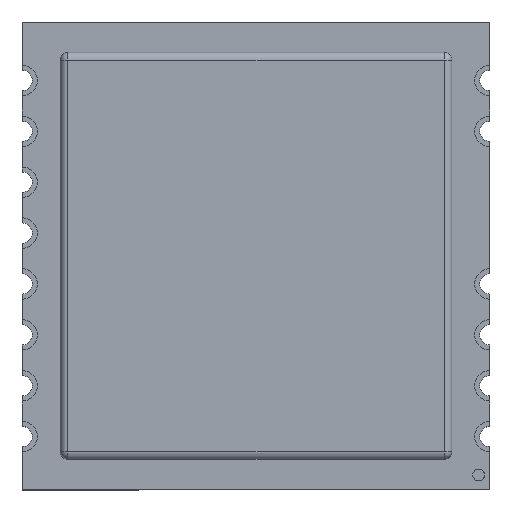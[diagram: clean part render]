
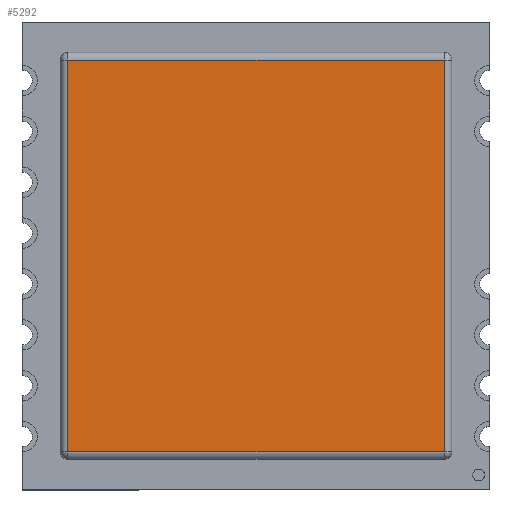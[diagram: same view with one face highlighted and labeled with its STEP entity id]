
A CAD part, top view. The second image highlights one B-rep face of the part: STEP entity #5292.
In plain terms, the highlighted planar face has unit normal (0, 0, 1).
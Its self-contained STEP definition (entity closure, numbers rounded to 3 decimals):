
#216 = EDGE_CURVE ( 'NONE', #6937, #2869, #8304, .T. ) ;
#707 = ORIENTED_EDGE ( 'NONE', *, *, #1008, .T. ) ;
#709 = CARTESIAN_POINT ( 'NONE',  ( -7.4, -7.7, 3.1 ) ) ;
#840 = DIRECTION ( 'NONE',  ( -1., 0., 0. ) ) ;
#994 = ORIENTED_EDGE ( 'NONE', *, *, #216, .T. ) ;
#1008 = EDGE_CURVE ( 'NONE', #2869, #6796, #7818, .T. ) ;
#1242 = DIRECTION ( 'NONE',  ( 0., -1., 0. ) ) ;
#1384 = EDGE_LOOP ( 'NONE', ( #707, #5360, #5842, #994 ) ) ;
#1605 = VECTOR ( 'NONE', #4300, 1000. ) ;
#2869 = VERTEX_POINT ( 'NONE', #7739 ) ;
#3533 = EDGE_CURVE ( 'NONE', #6796, #3614, #4349, .T. ) ;
#3614 = VERTEX_POINT ( 'NONE', #8639 ) ;
#3744 = VECTOR ( 'NONE', #840, 1000. ) ;
#3808 = VECTOR ( 'NONE', #1242, 1000. ) ;
#4123 = AXIS2_PLACEMENT_3D ( 'NONE', #8669, #8561, #6196 ) ;
#4300 = DIRECTION ( 'NONE',  ( 1., 0., 0. ) ) ;
#4349 = LINE ( 'NONE', #8370, #1605 ) ;
#4784 = LINE ( 'NONE', #9607, #5199 ) ;
#5199 = VECTOR ( 'NONE', #5422, 1000. ) ;
#5292 = ADVANCED_FACE ( 'NONE', ( #6797 ), #10071, .T. ) ;
#5360 = ORIENTED_EDGE ( 'NONE', *, *, #3533, .T. ) ;
#5422 = DIRECTION ( 'NONE',  ( 0., 1., 0. ) ) ;
#5842 = ORIENTED_EDGE ( 'NONE', *, *, #5964, .T. ) ;
#5964 = EDGE_CURVE ( 'NONE', #3614, #6937, #4784, .T. ) ;
#6196 = DIRECTION ( 'NONE',  ( 1., 0., 0. ) ) ;
#6537 = CARTESIAN_POINT ( 'NONE',  ( -7.7, 7.7, 3.1 ) ) ;
#6796 = VERTEX_POINT ( 'NONE', #709 ) ;
#6797 = FACE_OUTER_BOUND ( 'NONE', #1384, .T. ) ;
#6937 = VERTEX_POINT ( 'NONE', #10051 ) ;
#7739 = CARTESIAN_POINT ( 'NONE',  ( -7.4, 7.7, 3.1 ) ) ;
#7818 = LINE ( 'NONE', #9210, #3808 ) ;
#8304 = LINE ( 'NONE', #6537, #3744 ) ;
#8370 = CARTESIAN_POINT ( 'NONE',  ( 7.7, -7.7, 3.1 ) ) ;
#8561 = DIRECTION ( 'NONE',  ( 0., 0., 1. ) ) ;
#8639 = CARTESIAN_POINT ( 'NONE',  ( 7.4, -7.7, 3.1 ) ) ;
#8669 = CARTESIAN_POINT ( 'NONE',  ( 0., 0., 3.1 ) ) ;
#9210 = CARTESIAN_POINT ( 'NONE',  ( -7.4, -8., 3.1 ) ) ;
#9607 = CARTESIAN_POINT ( 'NONE',  ( 7.4, 8., 3.1 ) ) ;
#10051 = CARTESIAN_POINT ( 'NONE',  ( 7.4, 7.7, 3.1 ) ) ;
#10071 = PLANE ( 'NONE',  #4123 ) ;
